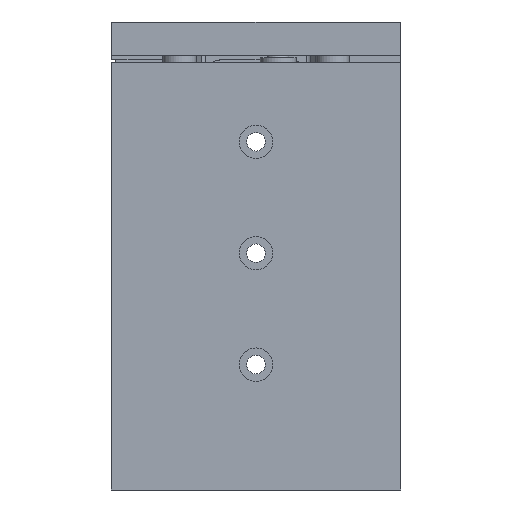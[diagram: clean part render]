
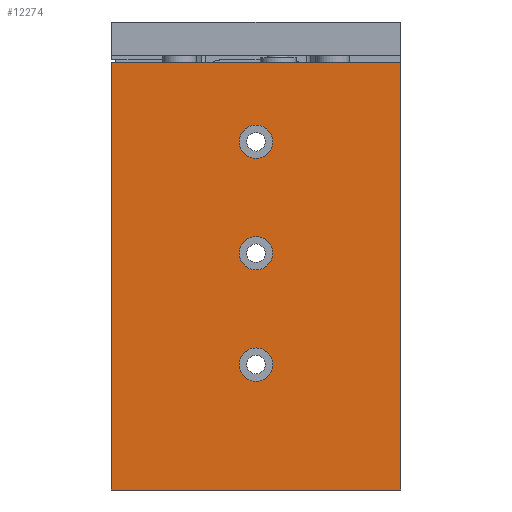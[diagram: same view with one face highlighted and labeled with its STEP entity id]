
A CAD part, front view. The second image highlights one B-rep face of the part: STEP entity #12274.
In plain terms, the highlighted planar face has unit normal (0, -1, 0).
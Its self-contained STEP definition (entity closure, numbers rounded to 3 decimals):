
#100=LINE('',#18101,#858);
#156=LINE('',#18231,#914);
#187=LINE('',#18334,#945);
#188=LINE('',#18342,#946);
#858=VECTOR('',#14446,1000.);
#914=VECTOR('',#14538,1000.);
#945=VECTOR('',#14625,1000.);
#946=VECTOR('',#14634,1000.);
#1610=PLANE('',#13011);
#2057=ORIENTED_EDGE('',*,*,#5078,.F.);
#2058=ORIENTED_EDGE('',*,*,#5079,.F.);
#2059=ORIENTED_EDGE('',*,*,#5080,.F.);
#2060=ORIENTED_EDGE('',*,*,#4958,.F.);
#2061=ORIENTED_EDGE('',*,*,#5077,.F.);
#2062=ORIENTED_EDGE('',*,*,#5024,.T.);
#2063=ORIENTED_EDGE('',*,*,#5081,.T.);
#4958=EDGE_CURVE('',#6482,#6483,#100,.T.);
#5024=EDGE_CURVE('',#6539,#6538,#156,.T.);
#5077=EDGE_CURVE('',#6539,#6482,#187,.T.);
#5078=EDGE_CURVE('',#6583,#6583,#7585,.T.);
#5079=EDGE_CURVE('',#6584,#6584,#7586,.T.);
#5080=EDGE_CURVE('',#6585,#6585,#7587,.T.);
#5081=EDGE_CURVE('',#6538,#6483,#188,.T.);
#6482=VERTEX_POINT('',#18100);
#6483=VERTEX_POINT('',#18102);
#6538=VERTEX_POINT('',#18230);
#6539=VERTEX_POINT('',#18232);
#6583=VERTEX_POINT('',#18337);
#6584=VERTEX_POINT('',#18339);
#6585=VERTEX_POINT('',#18341);
#7585=CIRCLE('',#13012,6.);
#7586=CIRCLE('',#13013,6.);
#7587=CIRCLE('',#13014,6.);
#8316=EDGE_LOOP('',(#2057));
#8317=EDGE_LOOP('',(#2058));
#8318=EDGE_LOOP('',(#2059));
#8319=EDGE_LOOP('',(#2060,#2061,#2062,#2063));
#9248=FACE_BOUND('',#8316,.T.);
#9249=FACE_BOUND('',#8317,.T.);
#9250=FACE_BOUND('',#8318,.T.);
#9251=FACE_BOUND('',#8319,.T.);
#12274=ADVANCED_FACE('',(#9248,#9249,#9250,#9251),#1610,.T.);
#13011=AXIS2_PLACEMENT_3D('',#18335,#14626,#14627);
#13012=AXIS2_PLACEMENT_3D('',#18336,#14628,#14629);
#13013=AXIS2_PLACEMENT_3D('',#18338,#14630,#14631);
#13014=AXIS2_PLACEMENT_3D('',#18340,#14632,#14633);
#14446=DIRECTION('',(1.,0.,0.));
#14538=DIRECTION('',(1.,0.,0.));
#14625=DIRECTION('',(0.,0.,1.));
#14626=DIRECTION('',(0.,-1.,0.));
#14627=DIRECTION('',(0.,0.,-1.));
#14628=DIRECTION('',(0.,-1.,0.));
#14629=DIRECTION('',(0.,0.,-1.));
#14630=DIRECTION('',(0.,-1.,0.));
#14631=DIRECTION('',(0.,0.,-1.));
#14632=DIRECTION('',(0.,-1.,0.));
#14633=DIRECTION('',(0.,0.,-1.));
#14634=DIRECTION('',(0.,0.,1.));
#18100=CARTESIAN_POINT('',(-52.,0.,0.));
#18101=CARTESIAN_POINT('',(-52.,0.,0.));
#18102=CARTESIAN_POINT('',(52.,0.,0.));
#18230=CARTESIAN_POINT('',(52.,0.,-153.5));
#18231=CARTESIAN_POINT('',(-52.,0.,-153.5));
#18232=CARTESIAN_POINT('',(-52.,0.,-153.5));
#18334=CARTESIAN_POINT('',(-52.,0.,-153.5));
#18335=CARTESIAN_POINT('',(-52.,0.,-153.5));
#18336=CARTESIAN_POINT('',(0.,0.,-68.5));
#18337=CARTESIAN_POINT('',(0.,0.,-74.5));
#18338=CARTESIAN_POINT('',(0.,0.,-108.5));
#18339=CARTESIAN_POINT('',(0.,0.,-114.5));
#18340=CARTESIAN_POINT('',(0.,0.,-28.5));
#18341=CARTESIAN_POINT('',(0.,0.,-34.5));
#18342=CARTESIAN_POINT('',(52.,0.,-153.5));
